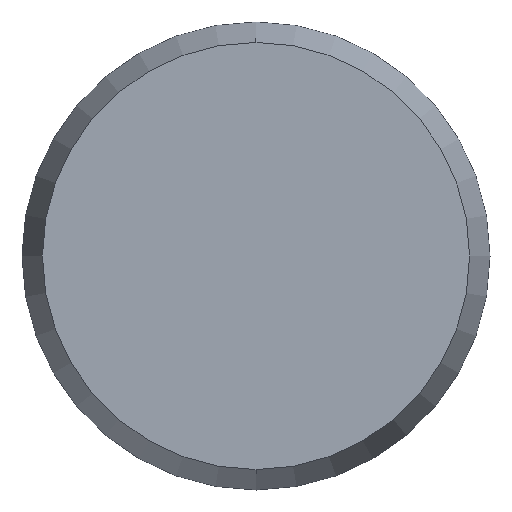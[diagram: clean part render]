
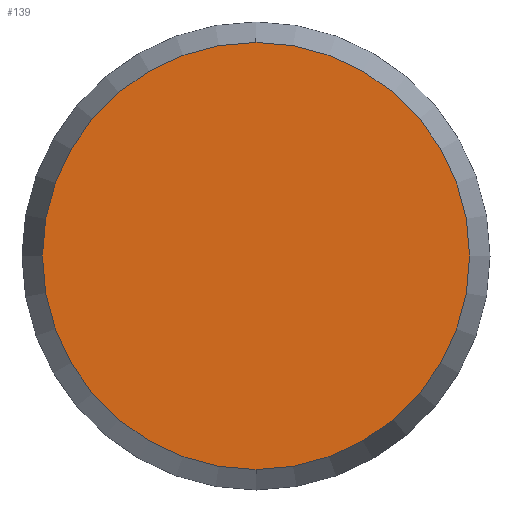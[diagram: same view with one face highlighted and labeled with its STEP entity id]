
A CAD part, left-side view. The second image highlights one B-rep face of the part: STEP entity #139.
In plain terms, the highlighted planar face has unit normal (-1, 0, 0).
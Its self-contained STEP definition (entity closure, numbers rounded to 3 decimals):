
#1 = DIRECTION ( 'NONE',  ( -1., 0., 0. ) ) ;
#8 = ORIENTED_EDGE ( 'NONE', *, *, #221, .T. ) ;
#32 = DIRECTION ( 'NONE',  ( 0., 0., -1. ) ) ;
#40 = VERTEX_POINT ( 'NONE', #161 ) ;
#42 = DIRECTION ( 'NONE',  ( -1., 0., 0. ) ) ;
#46 = DIRECTION ( 'NONE',  ( 0., 0., 1. ) ) ;
#48 = CARTESIAN_POINT ( 'NONE',  ( -16., 0., 45.632 ) ) ;
#74 = AXIS2_PLACEMENT_3D ( 'NONE', #146, #111, #32 ) ;
#80 = FACE_OUTER_BOUND ( 'NONE', #155, .T. ) ;
#106 = VERTEX_POINT ( 'NONE', #48 ) ;
#107 = ORIENTED_EDGE ( 'NONE', *, *, #196, .T. ) ;
#111 = DIRECTION ( 'NONE',  ( 1., 0., 0. ) ) ;
#114 = CIRCLE ( 'NONE', #255, 45.632 ) ;
#139 = ADVANCED_FACE ( 'NONE', ( #80 ), #243, .F. ) ;
#140 = CARTESIAN_POINT ( 'NONE',  ( -16., 0., 0. ) ) ;
#141 = AXIS2_PLACEMENT_3D ( 'NONE', #140, #42, #46 ) ;
#146 = CARTESIAN_POINT ( 'NONE',  ( -16., 0., 0. ) ) ;
#155 = EDGE_LOOP ( 'NONE', ( #8, #107 ) ) ;
#161 = CARTESIAN_POINT ( 'NONE',  ( -16., 0., -45.632 ) ) ;
#163 = DIRECTION ( 'NONE',  ( 0., 0., 1. ) ) ;
#182 = CIRCLE ( 'NONE', #141, 45.632 ) ;
#196 = EDGE_CURVE ( 'NONE', #106, #40, #114, .T. ) ;
#221 = EDGE_CURVE ( 'NONE', #40, #106, #182, .T. ) ;
#242 = CARTESIAN_POINT ( 'NONE',  ( -16., 0., 0. ) ) ;
#243 = PLANE ( 'NONE',  #74 ) ;
#255 = AXIS2_PLACEMENT_3D ( 'NONE', #242, #1, #163 ) ;
